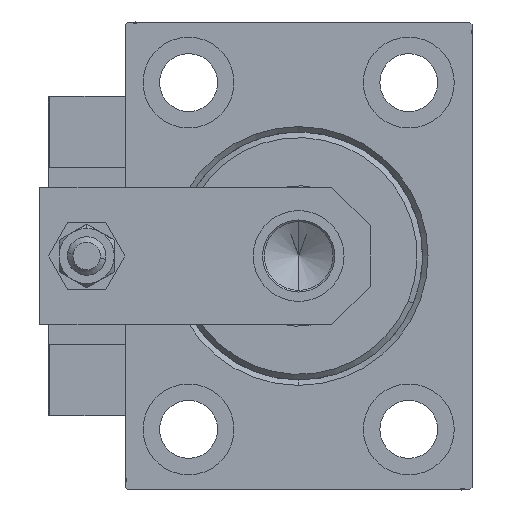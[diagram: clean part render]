
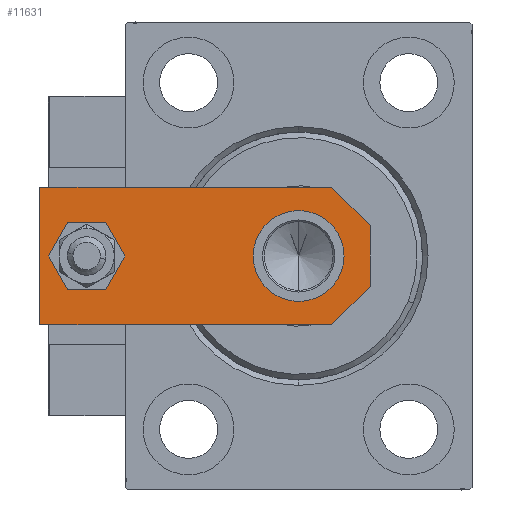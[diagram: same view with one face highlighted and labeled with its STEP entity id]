
A CAD part, left-side view. The second image highlights one B-rep face of the part: STEP entity #11631.
In plain terms, the highlighted face is planar.
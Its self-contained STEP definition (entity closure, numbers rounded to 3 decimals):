
#1406 = ORIENTED_EDGE ( 'NONE', *, *, #42930, .T. ) ;
#2372 = AXIS2_PLACEMENT_3D ( 'NONE', #11461, #3501, #11206 ) ;
#3424 = EDGE_CURVE ( 'NONE', #10326, #23985, #13409, .T. ) ;
#3501 = DIRECTION ( 'NONE',  ( 0., 0., 1. ) ) ;
#4304 = CIRCLE ( 'NONE', #25498, 4. ) ;
#5074 = DIRECTION ( 'NONE',  ( 0., 0., 1. ) ) ;
#5530 = CIRCLE ( 'NONE', #29327, 8.25 ) ;
#6175 = VECTOR ( 'NONE', #9541, 1000. ) ;
#7846 = FACE_OUTER_BOUND ( 'NONE', #46735, .T. ) ;
#8128 = VECTOR ( 'NONE', #38111, 1000. ) ;
#8619 = CARTESIAN_POINT ( 'NONE',  ( 5.5, 0., 6. ) ) ;
#9339 = DIRECTION ( 'NONE',  ( 1., 0., 0. ) ) ;
#9541 = DIRECTION ( 'NONE',  ( 0., -1., 0. ) ) ;
#10326 = VERTEX_POINT ( 'NONE', #25458 ) ;
#10540 = CARTESIAN_POINT ( 'NONE',  ( -5.5, 0., 6. ) ) ;
#10831 = DIRECTION ( 'NONE',  ( 0., 1., 0. ) ) ;
#10948 = VERTEX_POINT ( 'NONE', #27474 ) ;
#11206 = DIRECTION ( 'NONE',  ( 1., 0., 0. ) ) ;
#11273 = DIRECTION ( 'NONE',  ( 0.707, -0.707, 0. ) ) ;
#11461 = CARTESIAN_POINT ( 'NONE',  ( 0., 0., 6. ) ) ;
#11631 = ADVANCED_FACE ( 'NONE', ( #26091, #7846, #50682 ), #35299, .T. ) ;
#12232 = EDGE_CURVE ( 'NONE', #21970, #10326, #42945, .T. ) ;
#12615 = ORIENTED_EDGE ( 'NONE', *, *, #3424, .T. ) ;
#13409 = LINE ( 'NONE', #49038, #6175 ) ;
#14399 = VECTOR ( 'NONE', #35432, 1000. ) ;
#14892 = CIRCLE ( 'NONE', #24676, 4. ) ;
#15046 = CARTESIAN_POINT ( 'NONE',  ( 0., 13., 6. ) ) ;
#15431 = VERTEX_POINT ( 'NONE', #42263 ) ;
#15621 = VERTEX_POINT ( 'NONE', #8619 ) ;
#15798 = DIRECTION ( 'NONE',  ( 1., 0., 0. ) ) ;
#15922 = CARTESIAN_POINT ( 'NONE',  ( 0., 51.5, 6. ) ) ;
#16421 = DIRECTION ( 'NONE',  ( 0., 0., 1. ) ) ;
#17007 = CARTESIAN_POINT ( 'NONE',  ( 12.5, 60., 6. ) ) ;
#17300 = CARTESIAN_POINT ( 'NONE',  ( -12.5, 0., 6. ) ) ;
#19515 = ORIENTED_EDGE ( 'NONE', *, *, #42032, .F. ) ;
#19526 = DIRECTION ( 'NONE',  ( 1., 0., 0. ) ) ;
#19851 = EDGE_CURVE ( 'NONE', #31109, #15621, #21671, .T. ) ;
#20422 = EDGE_CURVE ( 'NONE', #15621, #34239, #31601, .T. ) ;
#20498 = EDGE_CURVE ( 'NONE', #24696, #10948, #26707, .T. ) ;
#21036 = ORIENTED_EDGE ( 'NONE', *, *, #42785, .T. ) ;
#21671 = LINE ( 'NONE', #17300, #31577 ) ;
#21970 = VERTEX_POINT ( 'NONE', #17007 ) ;
#22241 = CARTESIAN_POINT ( 'NONE',  ( 12.5, 7., 6. ) ) ;
#23389 = CARTESIAN_POINT ( 'NONE',  ( 2.75, -2.75, 6. ) ) ;
#23985 = VERTEX_POINT ( 'NONE', #24216 ) ;
#24216 = CARTESIAN_POINT ( 'NONE',  ( -12.5, 7., 6. ) ) ;
#24474 = CARTESIAN_POINT ( 'NONE',  ( 4., 51.5, 6. ) ) ;
#24676 = AXIS2_PLACEMENT_3D ( 'NONE', #41237, #5074, #45601 ) ;
#24696 = VERTEX_POINT ( 'NONE', #32047 ) ;
#24954 = VERTEX_POINT ( 'NONE', #24474 ) ;
#25458 = CARTESIAN_POINT ( 'NONE',  ( -12.5, 60., 6. ) ) ;
#25498 = AXIS2_PLACEMENT_3D ( 'NONE', #15922, #16421, #19526 ) ;
#26091 = FACE_BOUND ( 'NONE', #34990, .T. ) ;
#26618 = ORIENTED_EDGE ( 'NONE', *, *, #26860, .F. ) ;
#26707 = CIRCLE ( 'NONE', #35701, 8.25 ) ;
#26860 = EDGE_CURVE ( 'NONE', #10948, #24696, #5530, .T. ) ;
#27426 = ORIENTED_EDGE ( 'NONE', *, *, #20422, .T. ) ;
#27474 = CARTESIAN_POINT ( 'NONE',  ( -8.25, 13., 6. ) ) ;
#27745 = DIRECTION ( 'NONE',  ( 0., 0., 1. ) ) ;
#28442 = ORIENTED_EDGE ( 'NONE', *, *, #20498, .F. ) ;
#29327 = AXIS2_PLACEMENT_3D ( 'NONE', #15046, #42480, #15798 ) ;
#30018 = CARTESIAN_POINT ( 'NONE',  ( -2.75, -2.75, 6. ) ) ;
#30844 = CARTESIAN_POINT ( 'NONE',  ( 12.5, 0., 6. ) ) ;
#31109 = VERTEX_POINT ( 'NONE', #10540 ) ;
#31577 = VECTOR ( 'NONE', #9339, 1000. ) ;
#31601 = LINE ( 'NONE', #23389, #14399 ) ;
#32047 = CARTESIAN_POINT ( 'NONE',  ( 8.25, 13., 6. ) ) ;
#33713 = VECTOR ( 'NONE', #10831, 1000. ) ;
#34239 = VERTEX_POINT ( 'NONE', #22241 ) ;
#34990 = EDGE_LOOP ( 'NONE', ( #19515, #42559 ) ) ;
#35299 = PLANE ( 'NONE',  #2372 ) ;
#35432 = DIRECTION ( 'NONE',  ( 0.707, 0.707, 0. ) ) ;
#35701 = AXIS2_PLACEMENT_3D ( 'NONE', #42617, #27745, #43373 ) ;
#38111 = DIRECTION ( 'NONE',  ( -1., 0., 0. ) ) ;
#40527 = ORIENTED_EDGE ( 'NONE', *, *, #19851, .T. ) ;
#41104 = EDGE_LOOP ( 'NONE', ( #26618, #28442 ) ) ;
#41237 = CARTESIAN_POINT ( 'NONE',  ( 0., 51.5, 6. ) ) ;
#41920 = VECTOR ( 'NONE', #11273, 1000. ) ;
#42032 = EDGE_CURVE ( 'NONE', #15431, #24954, #4304, .T. ) ;
#42263 = CARTESIAN_POINT ( 'NONE',  ( -4., 51.5, 6. ) ) ;
#42480 = DIRECTION ( 'NONE',  ( 0., 0., 1. ) ) ;
#42559 = ORIENTED_EDGE ( 'NONE', *, *, #49439, .F. ) ;
#42617 = CARTESIAN_POINT ( 'NONE',  ( 0., 13., 6. ) ) ;
#42785 = EDGE_CURVE ( 'NONE', #34239, #21970, #50304, .T. ) ;
#42930 = EDGE_CURVE ( 'NONE', #23985, #31109, #45643, .T. ) ;
#42945 = LINE ( 'NONE', #46312, #8128 ) ;
#43373 = DIRECTION ( 'NONE',  ( 1., 0., 0. ) ) ;
#45601 = DIRECTION ( 'NONE',  ( 1., 0., 0. ) ) ;
#45643 = LINE ( 'NONE', #30018, #41920 ) ;
#46181 = ORIENTED_EDGE ( 'NONE', *, *, #12232, .T. ) ;
#46312 = CARTESIAN_POINT ( 'NONE',  ( 12.5, 60., 6. ) ) ;
#46735 = EDGE_LOOP ( 'NONE', ( #12615, #1406, #40527, #27426, #21036, #46181 ) ) ;
#49038 = CARTESIAN_POINT ( 'NONE',  ( -12.5, 60., 6. ) ) ;
#49439 = EDGE_CURVE ( 'NONE', #24954, #15431, #14892, .T. ) ;
#50304 = LINE ( 'NONE', #30844, #33713 ) ;
#50682 = FACE_BOUND ( 'NONE', #41104, .T. ) ;
